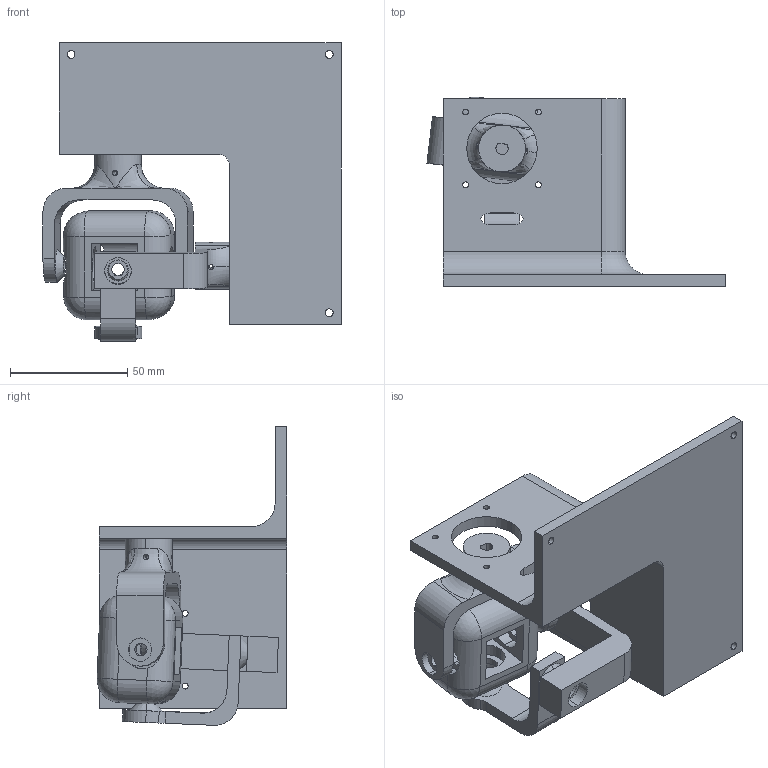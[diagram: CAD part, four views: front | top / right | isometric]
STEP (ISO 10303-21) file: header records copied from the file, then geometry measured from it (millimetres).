
FILE_DESCRIPTION (( 'STEP AP203' ), '1' );
FILE_NAME ('2DoFAssembled.STEP', '2023-08-11T15:04:02', ( '' ), ( '' ), 'SwSTEP 2.0', 'SolidWorks 2020', '' );
FILE_SCHEMA (( 'CONFIG_CONTROL_DESIGN' ));
Length unit declared in the file: millimetre
Products named in the file (6): Link2; Link1Part2; 2DoFAssembled; Pointer; Base; Link1
Assembly tree (5 placements, depth 2):
  2DoFAssembled
    Base
    Pointer
    Link2
    Link1
    Link1Part2
Bounding box: 126.97 x 80.83 x 127.21 mm (x, y, z)
Volume: 175212.6 mm3; surface area: 70640.2 mm2
Topology: 5 solids, 5 shells, 228 faces, 608 edges, 379 vertices
Faces by surface type: cylinder 134, plane 68, sphere 8, cone 8, torus 6, bspline 4
Entity records: 8812 total; most frequent: CARTESIAN_POINT 2316, DIRECTION 1280, ORIENTED_EDGE 1192, EDGE_CURVE 596, AXIS2_PLACEMENT_3D 501, VERTEX_POINT 379, EDGE_LOOP 299, LINE 278
